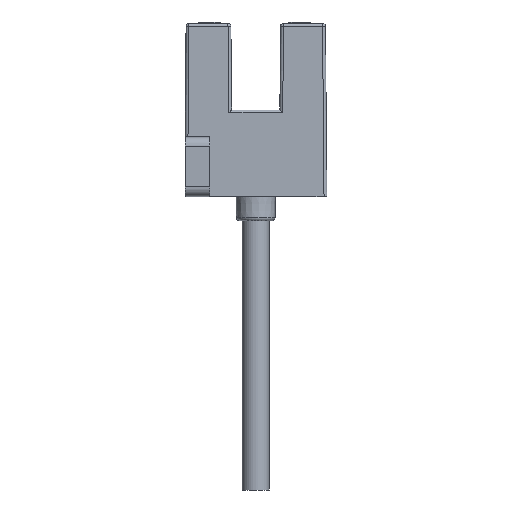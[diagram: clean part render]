
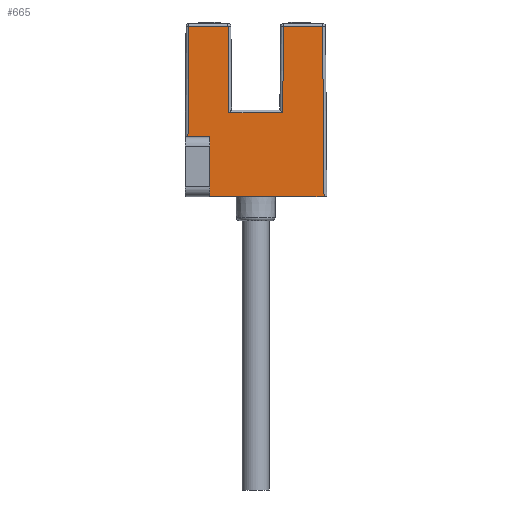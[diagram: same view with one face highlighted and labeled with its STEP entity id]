
A CAD part, front view. The second image highlights one B-rep face of the part: STEP entity #665.
In plain terms, the highlighted planar face has unit normal (0, -1, 0.009).
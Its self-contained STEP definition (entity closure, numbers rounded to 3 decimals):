
#163=PLANE('',#2281);
#272=LINE('',#3192,#485);
#304=LINE('',#3268,#517);
#305=LINE('',#3271,#518);
#306=LINE('',#3273,#519);
#307=LINE('',#3275,#520);
#308=LINE('',#3276,#521);
#309=LINE('',#3278,#522);
#310=LINE('',#3280,#523);
#311=LINE('',#3282,#524);
#312=LINE('',#3284,#525);
#485=VECTOR('',#2546,1.);
#517=VECTOR('',#2602,1.);
#518=VECTOR('',#2603,1.);
#519=VECTOR('',#2604,1.);
#520=VECTOR('',#2605,1.);
#521=VECTOR('',#2606,1.);
#522=VECTOR('',#2607,1.);
#523=VECTOR('',#2608,1.);
#524=VECTOR('',#2609,1.);
#525=VECTOR('',#2610,1.);
#665=ADVANCED_FACE('',(#793),#163,.T.);
#793=FACE_OUTER_BOUND('',#909,.T.);
#909=EDGE_LOOP('',(#1170,#1171,#1172,#1173,#1174,#1175,#1176,#1177,#1178,
#1179));
#1170=ORIENTED_EDGE('',*,*,#1972,.T.);
#1171=ORIENTED_EDGE('',*,*,#1973,.T.);
#1172=ORIENTED_EDGE('',*,*,#1974,.F.);
#1173=ORIENTED_EDGE('',*,*,#1975,.T.);
#1174=ORIENTED_EDGE('',*,*,#1934,.F.);
#1175=ORIENTED_EDGE('',*,*,#1976,.T.);
#1176=ORIENTED_EDGE('',*,*,#1977,.T.);
#1177=ORIENTED_EDGE('',*,*,#1978,.T.);
#1178=ORIENTED_EDGE('',*,*,#1979,.T.);
#1179=ORIENTED_EDGE('',*,*,#1980,.T.);
#1721=VERTEX_POINT('',#3191);
#1722=VERTEX_POINT('',#3193);
#1754=VERTEX_POINT('',#3269);
#1755=VERTEX_POINT('',#3270);
#1756=VERTEX_POINT('',#3272);
#1757=VERTEX_POINT('',#3274);
#1758=VERTEX_POINT('',#3277);
#1759=VERTEX_POINT('',#3279);
#1760=VERTEX_POINT('',#3281);
#1761=VERTEX_POINT('',#3283);
#1934=EDGE_CURVE('',#1721,#1722,#272,.T.);
#1972=EDGE_CURVE('',#1754,#1755,#304,.T.);
#1973=EDGE_CURVE('',#1755,#1756,#305,.T.);
#1974=EDGE_CURVE('',#1757,#1756,#306,.T.);
#1975=EDGE_CURVE('',#1757,#1722,#307,.T.);
#1976=EDGE_CURVE('',#1721,#1758,#308,.T.);
#1977=EDGE_CURVE('',#1758,#1759,#309,.T.);
#1978=EDGE_CURVE('',#1759,#1760,#310,.T.);
#1979=EDGE_CURVE('',#1760,#1761,#311,.T.);
#1980=EDGE_CURVE('',#1761,#1754,#312,.T.);
#2281=AXIS2_PLACEMENT_3D('',#3285,#2611,#2612);
#2546=DIRECTION('',(-1.,0.,0.));
#2602=DIRECTION('',(-1.,0.,0.));
#2603=DIRECTION('',(-0.009,-0.009,-1.));
#2604=DIRECTION('',(-1.,0.,0.));
#2605=DIRECTION('',(0.,-0.009,-1.));
#2606=DIRECTION('',(-0.009,0.009,1.));
#2607=DIRECTION('',(-1.,0.,0.));
#2608=DIRECTION('',(-0.009,-0.009,-1.));
#2609=DIRECTION('',(-1.,0.,0.));
#2610=DIRECTION('',(-0.009,0.009,1.));
#2611=DIRECTION('',(0.,-1.,0.009));
#2612=DIRECTION('',(0.,-0.009,-1.));
#3191=CARTESIAN_POINT('',(183.71,33.717,12.));
#3192=CARTESIAN_POINT('',(176.639,33.717,12.));
#3193=CARTESIAN_POINT('',(171.817,33.717,12.));
#3268=CARTESIAN_POINT('',(176.639,33.871,29.703));
#3269=CARTESIAN_POINT('',(173.728,33.871,29.703));
#3270=CARTESIAN_POINT('',(169.667,33.871,29.703));
#3271=CARTESIAN_POINT('',(169.514,33.717,12.062));
#3272=CARTESIAN_POINT('',(169.567,33.771,18.2));
#3273=CARTESIAN_POINT('',(176.639,33.771,18.2));
#3274=CARTESIAN_POINT('',(171.817,33.771,18.2));
#3275=CARTESIAN_POINT('',(171.817,33.717,12.));
#3276=CARTESIAN_POINT('',(183.556,33.871,29.7));
#3277=CARTESIAN_POINT('',(183.556,33.871,29.703));
#3278=CARTESIAN_POINT('',(176.639,33.871,29.703));
#3279=CARTESIAN_POINT('',(179.495,33.871,29.703));
#3280=CARTESIAN_POINT('',(179.341,33.716,11.976));
#3281=CARTESIAN_POINT('',(179.417,33.792,20.703));
#3282=CARTESIAN_POINT('',(176.639,33.792,20.703));
#3283=CARTESIAN_POINT('',(173.806,33.792,20.703));
#3284=CARTESIAN_POINT('',(173.883,33.716,11.976));
#3285=CARTESIAN_POINT('',(176.639,33.717,12.));
